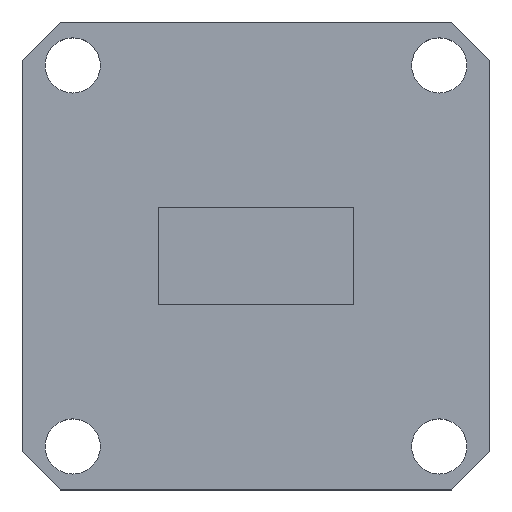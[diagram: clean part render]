
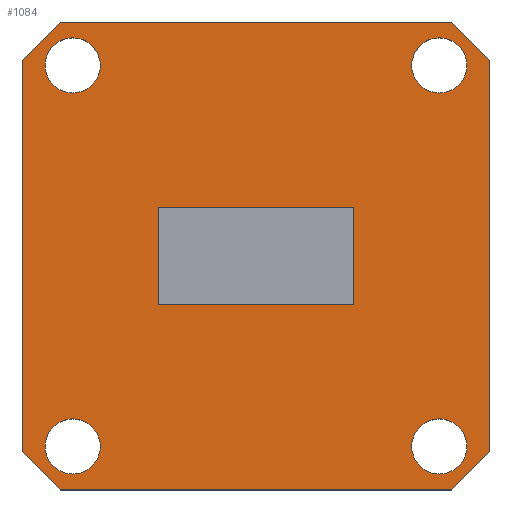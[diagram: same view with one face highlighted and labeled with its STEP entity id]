
A CAD part, top view. The second image highlights one B-rep face of the part: STEP entity #1084.
In plain terms, the highlighted planar face has unit normal (0, 0, 1).
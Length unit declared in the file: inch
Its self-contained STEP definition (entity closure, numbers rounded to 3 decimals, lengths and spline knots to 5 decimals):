
#28 = ORIENTED_EDGE ( 'NONE', *, *, #11102, .F. ) ;
#48 = CARTESIAN_POINT ( 'NONE',  ( 0.255, -0.1275, 0. ) ) ;
#120 = CARTESIAN_POINT ( 'NONE',  ( -0.406, 0.497, 0. ) ) ;
#161 = CARTESIAN_POINT ( 'NONE',  ( 0.478, -0.497, 0. ) ) ;
#163 = CARTESIAN_POINT ( 'NONE',  ( 0.55, -0.497, 0. ) ) ;
#282 = DIRECTION ( 'NONE',  ( 0., -1., 0. ) ) ;
#603 = DIRECTION ( 'NONE',  ( 0.707, -0.707, 0. ) ) ;
#647 = ORIENTED_EDGE ( 'NONE', *, *, #6087, .T. ) ;
#684 = DIRECTION ( 'NONE',  ( 0., 1., 0. ) ) ;
#876 = EDGE_CURVE ( 'NONE', #7057, #5093, #5264, .T. ) ;
#930 = VERTEX_POINT ( 'NONE', #11015 ) ;
#1038 = LINE ( 'NONE', #9272, #1628 ) ;
#1084 = ADVANCED_FACE ( 'NONE', ( #12049, #7441, #10565, #2511, #11455, #10864 ), #8444, .F. ) ;
#1127 = CARTESIAN_POINT ( 'NONE',  ( 0.51024, 0.61024, 0. ) ) ;
#1138 = VECTOR ( 'NONE', #5842, 39.37008 ) ;
#1148 = CARTESIAN_POINT ( 'NONE',  ( -0.406, -0.497, 0. ) ) ;
#1165 = DIRECTION ( 'NONE',  ( 0., 0., 1. ) ) ;
#1247 = CIRCLE ( 'NONE', #10727, 0.072 ) ;
#1365 = DIRECTION ( 'NONE',  ( 1., 0., 0. ) ) ;
#1424 = DIRECTION ( 'NONE',  ( 0., 0., 1. ) ) ;
#1475 = EDGE_CURVE ( 'NONE', #5093, #3361, #11148, .T. ) ;
#1484 = VERTEX_POINT ( 'NONE', #163 ) ;
#1486 = DIRECTION ( 'NONE',  ( -0.707, 0.707, 0. ) ) ;
#1628 = VECTOR ( 'NONE', #1917, 39.37008 ) ;
#1917 = DIRECTION ( 'NONE',  ( 0., 1., 0. ) ) ;
#2198 = ORIENTED_EDGE ( 'NONE', *, *, #876, .T. ) ;
#2243 = CARTESIAN_POINT ( 'NONE',  ( -0.51024, 0.61024, 0. ) ) ;
#2286 = VERTEX_POINT ( 'NONE', #4131 ) ;
#2325 = CARTESIAN_POINT ( 'NONE',  ( -0.61024, -0.51024, 0. ) ) ;
#2381 = LINE ( 'NONE', #10945, #7309 ) ;
#2468 = LINE ( 'NONE', #5809, #6824 ) ;
#2511 = FACE_BOUND ( 'NONE', #10136, .T. ) ;
#2654 = DIRECTION ( 'NONE',  ( 0., 0., 1. ) ) ;
#2748 = LINE ( 'NONE', #2243, #1138 ) ;
#2800 = CARTESIAN_POINT ( 'NONE',  ( -0.51024, 0.61024, 0. ) ) ;
#2846 = EDGE_LOOP ( 'NONE', ( #12058 ) ) ;
#2863 = DIRECTION ( 'NONE',  ( -1., 0., 0. ) ) ;
#2932 = CIRCLE ( 'NONE', #6934, 0.072 ) ;
#2940 = VECTOR ( 'NONE', #1486, 39.37008 ) ;
#2960 = VECTOR ( 'NONE', #4815, 39.37008 ) ;
#3179 = VECTOR ( 'NONE', #3263, 39.37008 ) ;
#3263 = DIRECTION ( 'NONE',  ( 0., -1., 0. ) ) ;
#3361 = VERTEX_POINT ( 'NONE', #2800 ) ;
#3503 = ORIENTED_EDGE ( 'NONE', *, *, #11545, .T. ) ;
#3731 = EDGE_LOOP ( 'NONE', ( #9608 ) ) ;
#3752 = CARTESIAN_POINT ( 'NONE',  ( 0.51024, -0.61024, 0. ) ) ;
#3779 = CARTESIAN_POINT ( 'NONE',  ( 0., 0., 0. ) ) ;
#3842 = ORIENTED_EDGE ( 'NONE', *, *, #11230, .T. ) ;
#3902 = DIRECTION ( 'NONE',  ( 1., 0., 0. ) ) ;
#4131 = CARTESIAN_POINT ( 'NONE',  ( -0.51024, -0.61024, 0. ) ) ;
#4413 = ORIENTED_EDGE ( 'NONE', *, *, #1475, .T. ) ;
#4466 = DIRECTION ( 'NONE',  ( 1., 0., 0. ) ) ;
#4761 = DIRECTION ( 'NONE',  ( 0., 0., 1. ) ) ;
#4815 = DIRECTION ( 'NONE',  ( 0.707, 0.707, 0. ) ) ;
#4946 = CARTESIAN_POINT ( 'NONE',  ( -0.478, 0.497, 0. ) ) ;
#5020 = EDGE_CURVE ( 'NONE', #11597, #11597, #6528, .T. ) ;
#5072 = VECTOR ( 'NONE', #1365, 39.37008 ) ;
#5093 = VERTEX_POINT ( 'NONE', #1127 ) ;
#5113 = ORIENTED_EDGE ( 'NONE', *, *, #5020, .F. ) ;
#5264 = LINE ( 'NONE', #6147, #2940 ) ;
#5301 = EDGE_CURVE ( 'NONE', #2286, #9004, #2468, .T. ) ;
#5447 = DIRECTION ( 'NONE',  ( -1., 0., 0. ) ) ;
#5506 = LINE ( 'NONE', #7007, #5072 ) ;
#5588 = EDGE_CURVE ( 'NONE', #930, #10366, #5638, .T. ) ;
#5613 = EDGE_CURVE ( 'NONE', #10366, #11724, #5506, .T. ) ;
#5638 = LINE ( 'NONE', #10849, #3179 ) ;
#5809 = CARTESIAN_POINT ( 'NONE',  ( -0.61024, -0.61024, 0. ) ) ;
#5842 = DIRECTION ( 'NONE',  ( -0.707, -0.707, 0. ) ) ;
#6084 = ORIENTED_EDGE ( 'NONE', *, *, #5301, .T. ) ;
#6087 = EDGE_CURVE ( 'NONE', #3361, #6182, #2748, .T. ) ;
#6147 = CARTESIAN_POINT ( 'NONE',  ( 0.61024, 0.51024, 0. ) ) ;
#6173 = EDGE_CURVE ( 'NONE', #12162, #2286, #8582, .T. ) ;
#6181 = VECTOR ( 'NONE', #282, 39.37008 ) ;
#6182 = VERTEX_POINT ( 'NONE', #9798 ) ;
#6357 = ORIENTED_EDGE ( 'NONE', *, *, #8364, .F. ) ;
#6528 = CIRCLE ( 'NONE', #9733, 0.072 ) ;
#6612 = CARTESIAN_POINT ( 'NONE',  ( 0.51024, -0.61024, 0. ) ) ;
#6754 = DIRECTION ( 'NONE',  ( 1., 0., 0. ) ) ;
#6824 = VECTOR ( 'NONE', #6754, 39.37008 ) ;
#6934 = AXIS2_PLACEMENT_3D ( 'NONE', #161, #4761, #3902 ) ;
#7006 = CARTESIAN_POINT ( 'NONE',  ( 0.255, 0.1275, 0. ) ) ;
#7007 = CARTESIAN_POINT ( 'NONE',  ( -0.255, -0.1275, 0. ) ) ;
#7057 = VERTEX_POINT ( 'NONE', #11311 ) ;
#7093 = VERTEX_POINT ( 'NONE', #11353 ) ;
#7309 = VECTOR ( 'NONE', #684, 39.37008 ) ;
#7441 = FACE_BOUND ( 'NONE', #3731, .T. ) ;
#7595 = VECTOR ( 'NONE', #2863, 39.37008 ) ;
#7874 = EDGE_CURVE ( 'NONE', #9222, #9222, #12108, .T. ) ;
#8109 = CARTESIAN_POINT ( 'NONE',  ( -0.61024, 0.61024, 0. ) ) ;
#8249 = AXIS2_PLACEMENT_3D ( 'NONE', #3779, #10344, #8540 ) ;
#8364 = EDGE_CURVE ( 'NONE', #9666, #9666, #1247, .T. ) ;
#8444 = PLANE ( 'NONE',  #8249 ) ;
#8448 = CARTESIAN_POINT ( 'NONE',  ( -0.255, 0.1275, 0. ) ) ;
#8540 = DIRECTION ( 'NONE',  ( -1., 0., 0. ) ) ;
#8582 = LINE ( 'NONE', #2325, #9169 ) ;
#8599 = DIRECTION ( 'NONE',  ( 1., 0., 0. ) ) ;
#8791 = ORIENTED_EDGE ( 'NONE', *, *, #9596, .T. ) ;
#8930 = DIRECTION ( 'NONE',  ( 1., 0., 0. ) ) ;
#8962 = LINE ( 'NONE', #6612, #2960 ) ;
#9004 = VERTEX_POINT ( 'NONE', #3752 ) ;
#9169 = VECTOR ( 'NONE', #603, 39.37008 ) ;
#9222 = VERTEX_POINT ( 'NONE', #11396 ) ;
#9272 = CARTESIAN_POINT ( 'NONE',  ( 0.255, -0.1275, 0. ) ) ;
#9461 = EDGE_LOOP ( 'NONE', ( #11404, #28, #10396, #10809 ) ) ;
#9596 = EDGE_CURVE ( 'NONE', #9004, #7093, #8962, .T. ) ;
#9608 = ORIENTED_EDGE ( 'NONE', *, *, #11841, .F. ) ;
#9666 = VERTEX_POINT ( 'NONE', #1148 ) ;
#9712 = EDGE_LOOP ( 'NONE', ( #6357 ) ) ;
#9733 = AXIS2_PLACEMENT_3D ( 'NONE', #4946, #1165, #8599 ) ;
#9741 = LINE ( 'NONE', #11518, #6181 ) ;
#9798 = CARTESIAN_POINT ( 'NONE',  ( -0.61024, 0.51024, 0. ) ) ;
#9841 = CARTESIAN_POINT ( 'NONE',  ( -0.478, -0.497, 0. ) ) ;
#9850 = CARTESIAN_POINT ( 'NONE',  ( -0.255, -0.1275, 0. ) ) ;
#10027 = ORIENTED_EDGE ( 'NONE', *, *, #6173, .T. ) ;
#10136 = EDGE_LOOP ( 'NONE', ( #5113 ) ) ;
#10344 = DIRECTION ( 'NONE',  ( 0., 0., -1. ) ) ;
#10366 = VERTEX_POINT ( 'NONE', #9850 ) ;
#10396 = ORIENTED_EDGE ( 'NONE', *, *, #5613, .F. ) ;
#10565 = FACE_BOUND ( 'NONE', #2846, .T. ) ;
#10653 = AXIS2_PLACEMENT_3D ( 'NONE', #11051, #2654, #4466 ) ;
#10727 = AXIS2_PLACEMENT_3D ( 'NONE', #9841, #1424, #8930 ) ;
#10809 = ORIENTED_EDGE ( 'NONE', *, *, #5588, .F. ) ;
#10849 = CARTESIAN_POINT ( 'NONE',  ( -0.255, -0.1275, 0. ) ) ;
#10864 = FACE_BOUND ( 'NONE', #9461, .T. ) ;
#10945 = CARTESIAN_POINT ( 'NONE',  ( 0.61024, -0.61024, 0. ) ) ;
#11002 = LINE ( 'NONE', #8448, #7595 ) ;
#11015 = CARTESIAN_POINT ( 'NONE',  ( -0.255, 0.1275, 0. ) ) ;
#11051 = CARTESIAN_POINT ( 'NONE',  ( 0.478, 0.497, 0. ) ) ;
#11102 = EDGE_CURVE ( 'NONE', #11724, #11340, #1038, .T. ) ;
#11148 = LINE ( 'NONE', #8109, #11612 ) ;
#11230 = EDGE_CURVE ( 'NONE', #6182, #12162, #9741, .T. ) ;
#11233 = CARTESIAN_POINT ( 'NONE',  ( -0.61024, -0.51024, 0. ) ) ;
#11311 = CARTESIAN_POINT ( 'NONE',  ( 0.61024, 0.51024, 0. ) ) ;
#11340 = VERTEX_POINT ( 'NONE', #7006 ) ;
#11353 = CARTESIAN_POINT ( 'NONE',  ( 0.61024, -0.51024, 0. ) ) ;
#11396 = CARTESIAN_POINT ( 'NONE',  ( 0.55, 0.497, 0. ) ) ;
#11404 = ORIENTED_EDGE ( 'NONE', *, *, #11791, .F. ) ;
#11455 = FACE_OUTER_BOUND ( 'NONE', #11552, .T. ) ;
#11518 = CARTESIAN_POINT ( 'NONE',  ( -0.61024, -0.61024, 0. ) ) ;
#11545 = EDGE_CURVE ( 'NONE', #7093, #7057, #2381, .T. ) ;
#11552 = EDGE_LOOP ( 'NONE', ( #6084, #8791, #3503, #2198, #4413, #647, #3842, #10027 ) ) ;
#11597 = VERTEX_POINT ( 'NONE', #120 ) ;
#11612 = VECTOR ( 'NONE', #5447, 39.37008 ) ;
#11724 = VERTEX_POINT ( 'NONE', #48 ) ;
#11791 = EDGE_CURVE ( 'NONE', #11340, #930, #11002, .T. ) ;
#11841 = EDGE_CURVE ( 'NONE', #1484, #1484, #2932, .T. ) ;
#12049 = FACE_BOUND ( 'NONE', #9712, .T. ) ;
#12058 = ORIENTED_EDGE ( 'NONE', *, *, #7874, .F. ) ;
#12108 = CIRCLE ( 'NONE', #10653, 0.072 ) ;
#12162 = VERTEX_POINT ( 'NONE', #11233 ) ;
